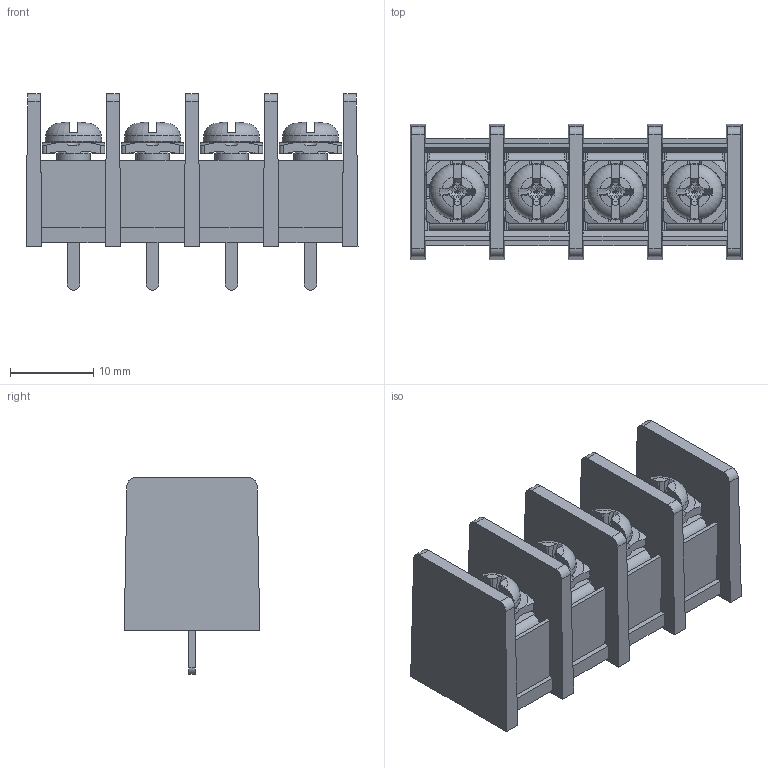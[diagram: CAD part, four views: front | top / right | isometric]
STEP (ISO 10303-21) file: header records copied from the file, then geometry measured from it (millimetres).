
FILE_DESCRIPTION(('STEP AP214'), '1');
FILE_NAME('DG45', '2019-10-04T22:10:45', ('AF'), (''), 'UNSPECIFIED', 'UNSPECIFIED', '');
FILE_SCHEMA(('AUTOMOTIVE_DESIGN { 1 0 10303 214 3 1 1}'));
Length unit declared in the file: millimetre
Assembly tree (12 placements, depth 2):
  (unnamed)
    (unnamed)  x4
    (unnamed)  x4
    (unnamed)  x4
Bounding box: 39.9 x 16.3 x 23.6 mm (x, y, z)
Volume: 5223.8 mm3; surface area: 8576.6 mm2
Topology: 13 solids, 13 shells, 1040 faces, 2702 edges, 1684 vertices
Faces by surface type: plane 730, cone 108, cylinder 106, bspline 64, torus 16, sphere 16
Full cylindrical faces by diameter (mm): 3.3 x8, 3.4 x4, 4 x4, 4.9 x4
Entity records: 18478 total; most frequent: CARTESIAN_POINT 3458, ORIENTED_EDGE 2370, DIRECTION 2126, EDGE_CURVE 1185, LINE 944, VECTOR 944, VERTEX_POINT 773, AXIS2_PLACEMENT_3D 591
